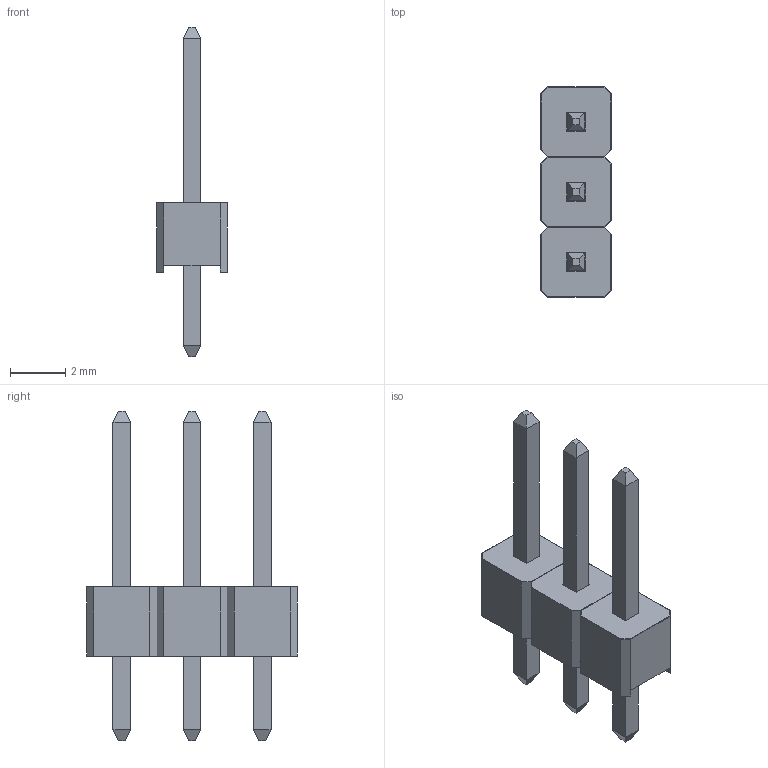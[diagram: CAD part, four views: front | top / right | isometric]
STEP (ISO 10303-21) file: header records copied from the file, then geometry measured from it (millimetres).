
FILE_DESCRIPTION(('FreeCAD Model'),'2;1');
FILE_NAME('Open CASCADE Shape Model','2021-11-07T10:06:48',(''),(''), 'Open CASCADE STEP processor 7.5','FreeCAD','Unknown');
FILE_SCHEMA(('AUTOMOTIVE_DESIGN { 1 0 10303 214 1 1 1 1 }'));
Length unit declared in the file: millimetre
Products named in the file (1): HeaderPin Male 3x2.54
Bounding box: 2.54 x 7.62 x 11.94 mm (x, y, z)
Volume: 55.9 mm3; surface area: 172.4 mm2
Topology: 1 solids, 1 shells, 155 faces, 349 edges, 198 vertices
Faces by surface type: plane 149, bspline 6
Entity records: 10617 total; most frequent: CARTESIAN_POINT 3130, DIRECTION 1295, LINE 995, VECTOR 995, ORIENTED_EDGE 692, PCURVE 692, DEFINITIONAL_REPRESENTATION 692, EDGE_CURVE 346
